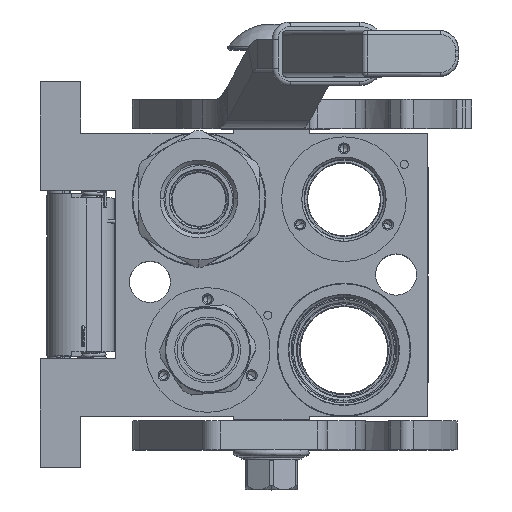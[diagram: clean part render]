
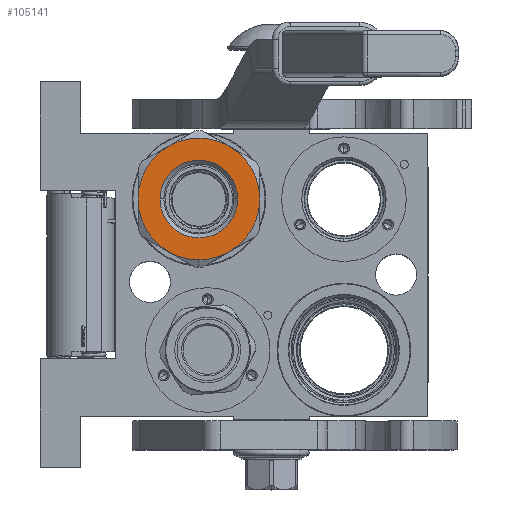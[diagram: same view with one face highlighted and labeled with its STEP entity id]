
A CAD part, top view. The second image highlights one B-rep face of the part: STEP entity #105141.
In plain terms, the highlighted face is planar.
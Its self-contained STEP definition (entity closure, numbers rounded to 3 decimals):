
#293 = AXIS2_PLACEMENT_3D ( 'NONE', #8396, #101070, #55573 ) ;
#2755 = ORIENTED_EDGE ( 'NONE', *, *, #40099, .T. ) ;
#3062 = DIRECTION ( 'NONE',  ( -1., 0., 0. ) ) ;
#7500 = CARTESIAN_POINT ( 'NONE',  ( 100.6, 0., 0. ) ) ;
#7768 = VERTEX_POINT ( 'NONE', #25987 ) ;
#8396 = CARTESIAN_POINT ( 'NONE',  ( 100.6, 0., 0. ) ) ;
#10904 = CARTESIAN_POINT ( 'NONE',  ( 100.6, -13.4, 0. ) ) ;
#11312 = CARTESIAN_POINT ( 'NONE',  ( 100.6, 21., 0. ) ) ;
#14202 = CARTESIAN_POINT ( 'NONE',  ( 100.6, -21., 0. ) ) ;
#15736 = DIRECTION ( 'NONE',  ( 1., 0., 0. ) ) ;
#17533 = CIRCLE ( 'NONE', #293, 13.4 ) ;
#20797 = CIRCLE ( 'NONE', #49275, 21. ) ;
#22371 = EDGE_CURVE ( 'NONE', #133379, #47545, #116885, .T. ) ;
#25965 = ORIENTED_EDGE ( 'NONE', *, *, #114913, .T. ) ;
#25987 = CARTESIAN_POINT ( 'NONE',  ( 100.6, -10.5, 18.187 ) ) ;
#27185 = EDGE_CURVE ( 'NONE', #47545, #7768, #87798, .T. ) ;
#30948 = CARTESIAN_POINT ( 'NONE',  ( 100.6, 0., 0. ) ) ;
#30950 = EDGE_CURVE ( 'NONE', #82912, #116729, #50315, .T. ) ;
#31444 = CARTESIAN_POINT ( 'NONE',  ( 100.6, 0., 0. ) ) ;
#40099 = EDGE_CURVE ( 'NONE', #7768, #102678, #80205, .T. ) ;
#41630 = DIRECTION ( 'NONE',  ( 0., -1., 0. ) ) ;
#42177 = DIRECTION ( 'NONE',  ( 1., 0., 0. ) ) ;
#44278 = CARTESIAN_POINT ( 'NONE',  ( 100.6, 13.4, 0. ) ) ;
#47545 = VERTEX_POINT ( 'NONE', #115692 ) ;
#49275 = AXIS2_PLACEMENT_3D ( 'NONE', #127123, #57829, #114994 ) ;
#50315 = CIRCLE ( 'NONE', #131625, 21. ) ;
#52678 = DIRECTION ( 'NONE',  ( -1., 0., 0. ) ) ;
#53767 = VERTEX_POINT ( 'NONE', #102593 ) ;
#55573 = DIRECTION ( 'NONE',  ( 0., -1., 0. ) ) ;
#56083 = EDGE_CURVE ( 'NONE', #71469, #109502, #17533, .T. ) ;
#57153 = DIRECTION ( 'NONE',  ( 0., 1., 0. ) ) ;
#57829 = DIRECTION ( 'NONE',  ( 1., 0., 0. ) ) ;
#58413 = CARTESIAN_POINT ( 'NONE',  ( 100.6, 10.5, -18.187 ) ) ;
#60076 = DIRECTION ( 'NONE',  ( -1., 0., 0. ) ) ;
#61625 = AXIS2_PLACEMENT_3D ( 'NONE', #100261, #112941, #41630 ) ;
#63363 = CIRCLE ( 'NONE', #61625, 21. ) ;
#71469 = VERTEX_POINT ( 'NONE', #10904 ) ;
#71901 = ORIENTED_EDGE ( 'NONE', *, *, #97942, .T. ) ;
#72509 = FACE_OUTER_BOUND ( 'NONE', #121493, .T. ) ;
#76560 = DIRECTION ( 'NONE',  ( 0., -0.5, 0.866 ) ) ;
#79819 = AXIS2_PLACEMENT_3D ( 'NONE', #143321, #3062, #142839 ) ;
#80058 = ORIENTED_EDGE ( 'NONE', *, *, #130307, .F. ) ;
#80205 = CIRCLE ( 'NONE', #81078, 21. ) ;
#81078 = AXIS2_PLACEMENT_3D ( 'NONE', #30948, #42177, #76560 ) ;
#81446 = CIRCLE ( 'NONE', #117084, 13.4 ) ;
#82912 = VERTEX_POINT ( 'NONE', #11312 ) ;
#85415 = ORIENTED_EDGE ( 'NONE', *, *, #27185, .T. ) ;
#87798 = CIRCLE ( 'NONE', #101822, 21. ) ;
#88622 = DIRECTION ( 'NONE',  ( 1., 0., 0. ) ) ;
#90622 = AXIS2_PLACEMENT_3D ( 'NONE', #7500, #52678, #99155 ) ;
#91832 = ORIENTED_EDGE ( 'NONE', *, *, #56083, .T. ) ;
#97942 = EDGE_CURVE ( 'NONE', #109502, #71469, #81446, .T. ) ;
#98094 = CARTESIAN_POINT ( 'NONE',  ( 100.6, 10.5, 18.187 ) ) ;
#98142 = ORIENTED_EDGE ( 'NONE', *, *, #22371, .T. ) ;
#99155 = DIRECTION ( 'NONE',  ( 0., 0., 1. ) ) ;
#99640 = PLANE ( 'NONE',  #90622 ) ;
#100261 = CARTESIAN_POINT ( 'NONE',  ( 100.6, 0., 0. ) ) ;
#100610 = EDGE_LOOP ( 'NONE', ( #91832, #71901 ) ) ;
#101070 = DIRECTION ( 'NONE',  ( -1., 0., 0. ) ) ;
#101822 = AXIS2_PLACEMENT_3D ( 'NONE', #31444, #88622, #113482 ) ;
#102593 = CARTESIAN_POINT ( 'NONE',  ( 100.6, -10.5, -18.187 ) ) ;
#102678 = VERTEX_POINT ( 'NONE', #14202 ) ;
#103234 = FACE_BOUND ( 'NONE', #100610, .T. ) ;
#105141 = ADVANCED_FACE ( 'NONE', ( #72509, #103234 ), #99640, .F. ) ;
#107621 = EDGE_CURVE ( 'NONE', #53767, #116729, #20797, .T. ) ;
#109502 = VERTEX_POINT ( 'NONE', #44278 ) ;
#112888 = ORIENTED_EDGE ( 'NONE', *, *, #107621, .T. ) ;
#112941 = DIRECTION ( 'NONE',  ( 1., 0., 0. ) ) ;
#113482 = DIRECTION ( 'NONE',  ( 0., 0.5, 0.866 ) ) ;
#114913 = EDGE_CURVE ( 'NONE', #102678, #53767, #63363, .T. ) ;
#114994 = DIRECTION ( 'NONE',  ( 0., -0.5, -0.866 ) ) ;
#115692 = CARTESIAN_POINT ( 'NONE',  ( 100.6, 0., 21. ) ) ;
#116298 = DIRECTION ( 'NONE',  ( -1., 0., 0. ) ) ;
#116729 = VERTEX_POINT ( 'NONE', #58413 ) ;
#116885 = CIRCLE ( 'NONE', #146005, 21. ) ;
#117084 = AXIS2_PLACEMENT_3D ( 'NONE', #149178, #116298, #57153 ) ;
#121493 = EDGE_LOOP ( 'NONE', ( #2755, #25965, #112888, #129510, #80058, #98142, #85415 ) ) ;
#121584 = DIRECTION ( 'NONE',  ( 0., 0.5, 0.866 ) ) ;
#126811 = DIRECTION ( 'NONE',  ( 0., 1., 0. ) ) ;
#127123 = CARTESIAN_POINT ( 'NONE',  ( 100.6, 0., 0. ) ) ;
#129510 = ORIENTED_EDGE ( 'NONE', *, *, #30950, .F. ) ;
#130307 = EDGE_CURVE ( 'NONE', #133379, #82912, #145432, .T. ) ;
#131625 = AXIS2_PLACEMENT_3D ( 'NONE', #149568, #60076, #126811 ) ;
#132174 = CARTESIAN_POINT ( 'NONE',  ( 100.6, 0., 0. ) ) ;
#133379 = VERTEX_POINT ( 'NONE', #98094 ) ;
#142839 = DIRECTION ( 'NONE',  ( 0., 0.5, 0.866 ) ) ;
#143321 = CARTESIAN_POINT ( 'NONE',  ( 100.6, 0., 0. ) ) ;
#145432 = CIRCLE ( 'NONE', #79819, 21. ) ;
#146005 = AXIS2_PLACEMENT_3D ( 'NONE', #132174, #15736, #121584 ) ;
#149178 = CARTESIAN_POINT ( 'NONE',  ( 100.6, 0., 0. ) ) ;
#149568 = CARTESIAN_POINT ( 'NONE',  ( 100.6, 0., 0. ) ) ;
